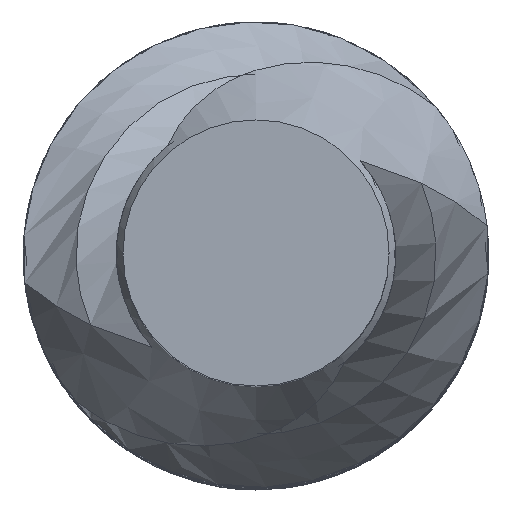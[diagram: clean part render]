
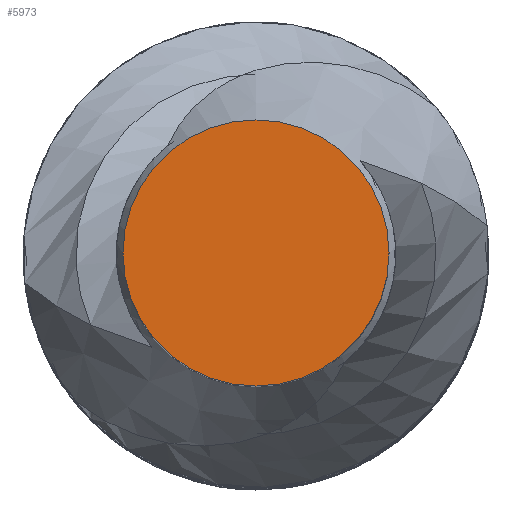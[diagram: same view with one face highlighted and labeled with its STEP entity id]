
A CAD part, top view. The second image highlights one B-rep face of the part: STEP entity #5973.
In plain terms, the highlighted planar face has unit normal (0, 0, 1).
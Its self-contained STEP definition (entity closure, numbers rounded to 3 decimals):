
#4736 = CYLINDRICAL_SURFACE('',#4737,20.);
#4737 = AXIS2_PLACEMENT_3D('',#4738,#4739,#4740);
#4738 = CARTESIAN_POINT('',(0.,0.,280.));
#4739 = DIRECTION('',(-0.,-0.,-1.));
#4740 = DIRECTION('',(1.,0.,0.));
#5320 = VERTEX_POINT('',#5321);
#5321 = CARTESIAN_POINT('',(20.,0.,360.));
#5342 = EDGE_CURVE('',#5320,#5320,#5343,.T.);
#5343 = SURFACE_CURVE('',#5344,(#5349,#5356),.PCURVE_S1.);
#5344 = CIRCLE('',#5345,20.);
#5345 = AXIS2_PLACEMENT_3D('',#5346,#5347,#5348);
#5346 = CARTESIAN_POINT('',(0.,0.,360.));
#5347 = DIRECTION('',(0.,0.,1.));
#5348 = DIRECTION('',(1.,0.,0.));
#5349 = PCURVE('',#4736,#5350);
#5350 = DEFINITIONAL_REPRESENTATION('',(#5351),#5355);
#5351 = LINE('',#5352,#5353);
#5352 = CARTESIAN_POINT('',(-0.,-80.));
#5353 = VECTOR('',#5354,1.);
#5354 = DIRECTION('',(-1.,0.));
#5355 = ( GEOMETRIC_REPRESENTATION_CONTEXT(2) 
PARAMETRIC_REPRESENTATION_CONTEXT() REPRESENTATION_CONTEXT('2D SPACE',''
  ) );
#5356 = PCURVE('',#5357,#5362);
#5357 = PLANE('',#5358);
#5358 = AXIS2_PLACEMENT_3D('',#5359,#5360,#5361);
#5359 = CARTESIAN_POINT('',(0.,0.,360.));
#5360 = DIRECTION('',(0.,0.,1.));
#5361 = DIRECTION('',(1.,0.,-0.));
#5362 = DEFINITIONAL_REPRESENTATION('',(#5363),#5367);
#5363 = CIRCLE('',#5364,20.);
#5364 = AXIS2_PLACEMENT_2D('',#5365,#5366);
#5365 = CARTESIAN_POINT('',(0.,0.));
#5366 = DIRECTION('',(1.,0.));
#5367 = ( GEOMETRIC_REPRESENTATION_CONTEXT(2) 
PARAMETRIC_REPRESENTATION_CONTEXT() REPRESENTATION_CONTEXT('2D SPACE',''
  ) );
#5973 = ADVANCED_FACE('',(#5974),#5357,.T.);
#5974 = FACE_BOUND('',#5975,.T.);
#5975 = EDGE_LOOP('',(#5976));
#5976 = ORIENTED_EDGE('',*,*,#5342,.T.);
